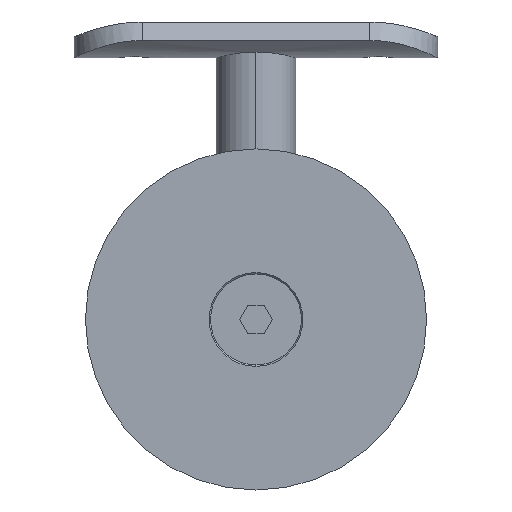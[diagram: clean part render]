
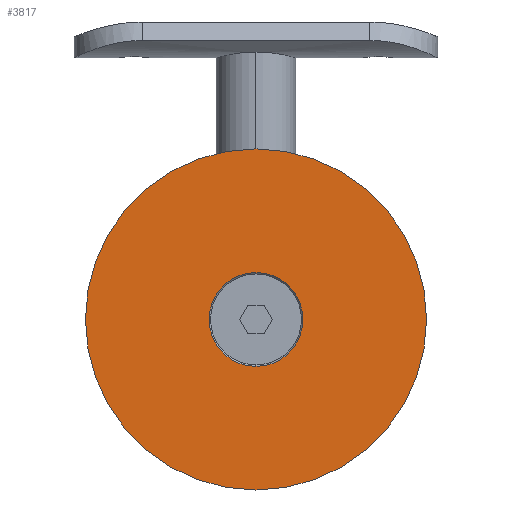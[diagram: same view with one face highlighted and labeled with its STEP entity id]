
A CAD part, front view. The second image highlights one B-rep face of the part: STEP entity #3817.
In plain terms, the highlighted planar face has unit normal (0, -1, 0).
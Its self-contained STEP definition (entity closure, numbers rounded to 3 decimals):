
#130 = VERTEX_POINT ( 'NONE', #1298 ) ;
#215 = AXIS2_PLACEMENT_3D ( 'NONE', #3155, #1928, #1644 ) ;
#250 = CIRCLE ( 'NONE', #3118, 30. ) ;
#429 = DIRECTION ( 'NONE',  ( 0., 1., 0. ) ) ;
#458 = AXIS2_PLACEMENT_3D ( 'NONE', #3921, #2065, #2696 ) ;
#535 = CARTESIAN_POINT ( 'NONE',  ( 0., -5., -30. ) ) ;
#824 = CARTESIAN_POINT ( 'NONE',  ( 0., -5., 30. ) ) ;
#825 = DIRECTION ( 'NONE',  ( 1., 0., 0. ) ) ;
#881 = ORIENTED_EDGE ( 'NONE', *, *, #2345, .T. ) ;
#1170 = EDGE_LOOP ( 'NONE', ( #881, #2295 ) ) ;
#1260 = EDGE_CURVE ( 'NONE', #3202, #130, #3196, .T. ) ;
#1298 = CARTESIAN_POINT ( 'NONE',  ( 0., -5., -8.25 ) ) ;
#1346 = CARTESIAN_POINT ( 'NONE',  ( 0., -5., 0. ) ) ;
#1444 = VERTEX_POINT ( 'NONE', #824 ) ;
#1535 = CARTESIAN_POINT ( 'NONE',  ( 0., -5., 0. ) ) ;
#1644 = DIRECTION ( 'NONE',  ( 1., 0., 0. ) ) ;
#1828 = FACE_OUTER_BOUND ( 'NONE', #3334, .T. ) ;
#1848 = AXIS2_PLACEMENT_3D ( 'NONE', #1346, #429, #3178 ) ;
#1852 = DIRECTION ( 'NONE',  ( 0., -1., 0. ) ) ;
#1928 = DIRECTION ( 'NONE',  ( 0., -1., 0. ) ) ;
#1986 = VERTEX_POINT ( 'NONE', #535 ) ;
#2024 = CIRCLE ( 'NONE', #1848, 8.25 ) ;
#2025 = FACE_BOUND ( 'NONE', #1170, .T. ) ;
#2027 = EDGE_CURVE ( 'NONE', #1444, #1986, #4004, .T. ) ;
#2065 = DIRECTION ( 'NONE',  ( 0., 1., 0. ) ) ;
#2191 = ORIENTED_EDGE ( 'NONE', *, *, #3582, .T. ) ;
#2295 = ORIENTED_EDGE ( 'NONE', *, *, #1260, .T. ) ;
#2345 = EDGE_CURVE ( 'NONE', #130, #3202, #2024, .T. ) ;
#2378 = CARTESIAN_POINT ( 'NONE',  ( 0., -5., 0. ) ) ;
#2689 = DIRECTION ( 'NONE',  ( 0., -1., 0. ) ) ;
#2696 = DIRECTION ( 'NONE',  ( 1., 0., 0. ) ) ;
#3088 = PLANE ( 'NONE',  #3279 ) ;
#3118 = AXIS2_PLACEMENT_3D ( 'NONE', #2378, #2689, #825 ) ;
#3155 = CARTESIAN_POINT ( 'NONE',  ( 0., -5., 0. ) ) ;
#3178 = DIRECTION ( 'NONE',  ( 1., 0., 0. ) ) ;
#3196 = CIRCLE ( 'NONE', #458, 8.25 ) ;
#3202 = VERTEX_POINT ( 'NONE', #3546 ) ;
#3279 = AXIS2_PLACEMENT_3D ( 'NONE', #1535, #1852, #4012 ) ;
#3334 = EDGE_LOOP ( 'NONE', ( #3979, #2191 ) ) ;
#3546 = CARTESIAN_POINT ( 'NONE',  ( 0., -5., 8.25 ) ) ;
#3582 = EDGE_CURVE ( 'NONE', #1986, #1444, #250, .T. ) ;
#3817 = ADVANCED_FACE ( 'NONE', ( #2025, #1828 ), #3088, .T. ) ;
#3921 = CARTESIAN_POINT ( 'NONE',  ( 0., -5., 0. ) ) ;
#3979 = ORIENTED_EDGE ( 'NONE', *, *, #2027, .T. ) ;
#4004 = CIRCLE ( 'NONE', #215, 30. ) ;
#4012 = DIRECTION ( 'NONE',  ( 0., 0., -1. ) ) ;
